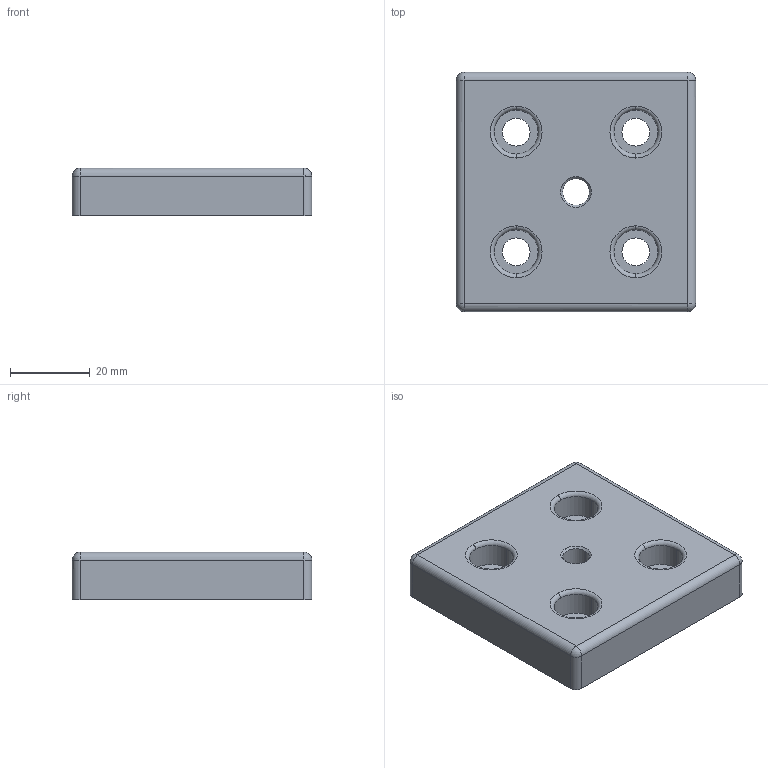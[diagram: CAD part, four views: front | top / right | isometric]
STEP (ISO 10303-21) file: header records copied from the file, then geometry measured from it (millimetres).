
FILE_DESCRIPTION (( 'STEP AP214' ), '1' );
FILE_NAME ('7436140', '2019-01-30T09:35:46', ( '' ), ('JUGARD+KÜNSTNER GmbH'), 'SwSTEP 2.0', 'SolidWorks 2017', '' );
FILE_SCHEMA (( 'AUTOMOTIVE_DESIGN' ));
Length unit declared in the file: millimetre
Products named in the file (1): 7436140
Bounding box: 60 x 60 x 12 mm (x, y, z)
Volume: 28845.5 mm3; surface area: 15167.2 mm2
Topology: 1 solids, 1 shells, 185 faces, 487 edges, 303 vertices
Faces by surface type: cylinder 87, torus 51, plane 26, sphere 19, cone 2
Entity records: 6185 total; most frequent: CARTESIAN_POINT 1529, DIRECTION 1099, ORIENTED_EDGE 920, AXIS2_PLACEMENT_3D 481, EDGE_CURVE 460, CIRCLE 295, VERTEX_POINT 285, EDGE_LOOP 203
